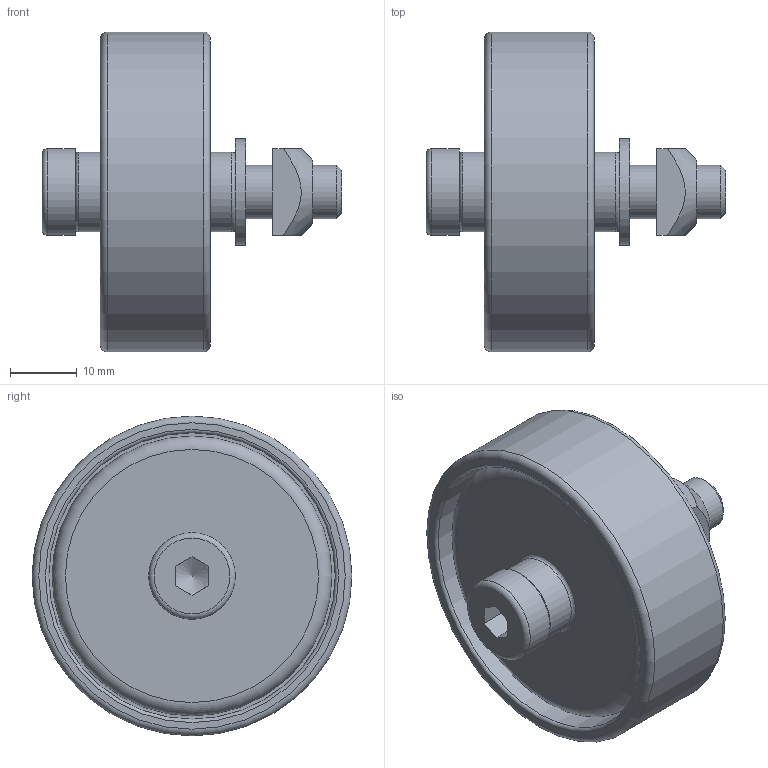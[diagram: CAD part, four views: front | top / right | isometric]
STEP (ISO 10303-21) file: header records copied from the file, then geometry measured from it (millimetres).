
FILE_DESCRIPTION((''),'2;1');
FILE_NAME('700110.ipt.stp','2010-09-05T12:23:17',(''),(''),'Autodesk Inventor 2010','Autodesk Inventor 2010','');
FILE_SCHEMA(('AUTOMOTIVE_DESIGN { 1 0 10303 214 1 1 1 1 }'));
Length unit declared in the file: millimetre
Products named in the file (1): 700110
Bounding box: 45 x 48 x 48 mm (x, y, z)
Volume: 25692.1 mm3; surface area: 15925 mm2
Topology: 5 solids, 5 shells, 57 faces, 107 edges, 67 vertices
Faces by surface type: plane 27, cylinder 14, torus 9, bspline 4, cone 3
Full cylindrical faces by diameter (mm): 8 x1, 8.3 x1, 8.4 x1, 12 x2, 13 x1, 16 x1, 22 x1, 33 x1, 42 x2, 43 x2, 48 x1
Entity records: 1492 total; most frequent: CARTESIAN_POINT 365, DIRECTION 216, ORIENTED_EDGE 148, EDGE_LOOP 102, AXIS2_PLACEMENT_3D 98, EDGE_CURVE 74, VERTEX_POINT 64, STYLED_ITEM 62
